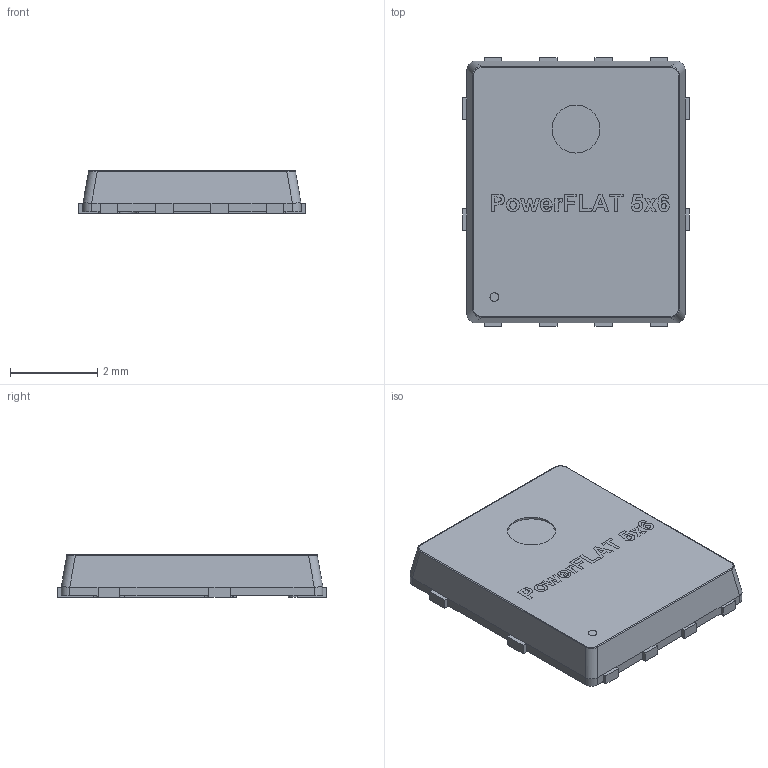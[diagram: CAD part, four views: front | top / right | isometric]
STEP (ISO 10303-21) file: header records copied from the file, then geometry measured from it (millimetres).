
FILE_DESCRIPTION(/* description */ (''),/* implementation_level */ '2;1');
FILE_NAME(/* name */ 'Power_Flat_5x6.step',/* time_stamp */ '2020-12-30T12:30:41+02:00',/* author */ (''),/* organization */ (''),/* preprocessor_version */ 'ST-DEVELOPER v18.1',/* originating_system */ 'Autodesk Translation Framework v9.3.0.1241',/* authorisation */ '');
FILE_SCHEMA (('AUTOMOTIVE_DESIGN { 1 0 10303 214 3 1 1 }'));
Length unit declared in the file: millimetre
Products named in the file (1): (Unsaved)
Bounding box: 5.2 x 6.15 x 0.98 mm (x, y, z)
Volume: 28.1 mm3; surface area: 125.6 mm2
Topology: 6 solids, 6 shells, 208 faces, 635 edges, 458 vertices
Faces by surface type: plane 141, cylinder 59, bspline 8
Full cylindrical faces by diameter (mm): 1.1 x1
Entity records: 7999 total; most frequent: CARTESIAN_POINT 2118, ORIENTED_EDGE 1270, DIRECTION 1126, EDGE_CURVE 635, VERTEX_POINT 458, LINE 446, VECTOR 446, AXIS2_PLACEMENT_3D 340
